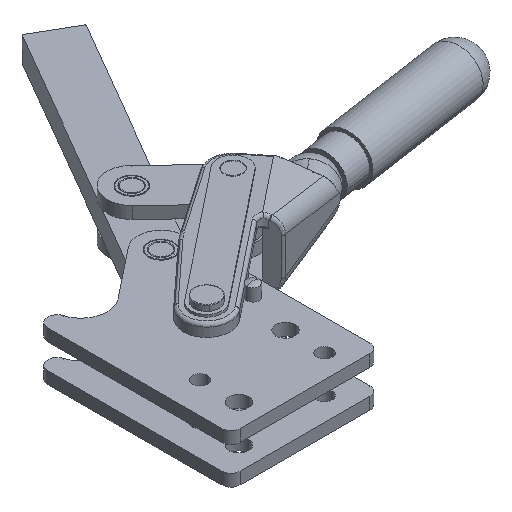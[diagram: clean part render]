
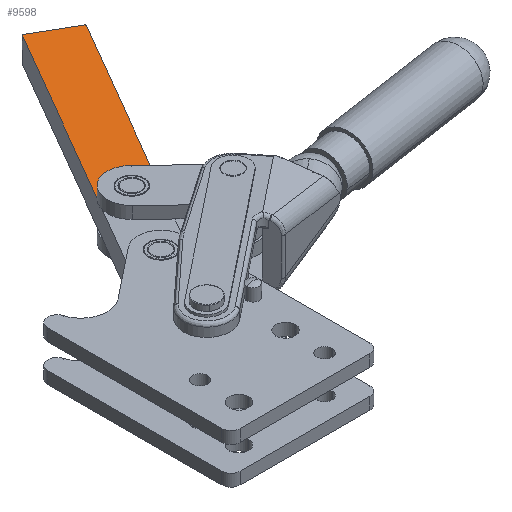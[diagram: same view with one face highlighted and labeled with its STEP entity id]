
A CAD part, isometric view. The second image highlights one B-rep face of the part: STEP entity #9598.
In plain terms, the highlighted planar face has unit normal (0, 0, 1).
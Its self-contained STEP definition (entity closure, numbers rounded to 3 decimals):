
#9314=CARTESIAN_POINT('',(109.957,156.135,13.212));
#9315=VERTEX_POINT('',#9314);
#9316=CARTESIAN_POINT('',(135.893,141.059,13.212));
#9317=VERTEX_POINT('',#9316);
#9318=CARTESIAN_POINT('',(109.957,156.135,13.212));
#9319=DIRECTION('',(0.865,-0.503,0.0));
#9320=VECTOR('',#9319,30.);
#9321=LINE('',#9318,#9320);
#9322=EDGE_CURVE('',#9315,#9317,#9321,.T.);
#9363=CARTESIAN_POINT('',(43.018,40.979,13.212));
#9364=VERTEX_POINT('',#9363);
#9371=CARTESIAN_POINT('',(43.018,40.979,13.212));
#9372=DIRECTION('',(0.503,0.865,0.));
#9373=VECTOR('',#9372,133.198);
#9374=LINE('',#9371,#9373);
#9375=EDGE_CURVE('',#9364,#9315,#9374,.T.);
#9432=CARTESIAN_POINT('',(72.834,32.577,13.212));
#9433=VERTEX_POINT('',#9432);
#9434=CARTESIAN_POINT('',(135.893,141.059,13.212));
#9435=DIRECTION('',(-0.503,-0.865,0.));
#9436=VECTOR('',#9435,125.478);
#9437=LINE('',#9434,#9436);
#9438=EDGE_CURVE('',#9317,#9433,#9437,.T.);
#9573=CARTESIAN_POINT('',(72.91,62.555,13.212));
#9574=DIRECTION('',(0.0,0.0,1.0));
#9575=DIRECTION('',(-0.503,-0.865,0.0));
#9576=AXIS2_PLACEMENT_3D('',#9573,#9574,#9575);
#9577=PLANE('',#9576);
#9578=CARTESIAN_POINT('',(64.519,40.614,13.212));
#9579=VERTEX_POINT('',#9578);
#9580=CARTESIAN_POINT('',(64.519,40.614,13.212));
#9581=DIRECTION('',(0.719,-0.695,0.));
#9582=VECTOR('',#9581,11.564);
#9583=LINE('',#9580,#9582);
#9584=EDGE_CURVE('',#9579,#9433,#9583,.T.);
#9585=ORIENTED_EDGE('',*,*,#9584,.T.);
#9586=ORIENTED_EDGE('',*,*,#9438,.F.);
#9587=ORIENTED_EDGE('',*,*,#9322,.F.);
#9588=ORIENTED_EDGE('',*,*,#9375,.F.);
#9589=CARTESIAN_POINT('',(53.573,29.289,13.212));
#9590=DIRECTION('',(0.,0.,-1.));
#9591=DIRECTION('',(0.695,0.719,0.));
#9592=AXIS2_PLACEMENT_3D('',#9589,#9590,#9591);
#9593=CIRCLE('',#9592,15.75);
#9594=EDGE_CURVE('',#9364,#9579,#9593,.T.);
#9595=ORIENTED_EDGE('',*,*,#9594,.T.);
#9596=EDGE_LOOP('',(#9585,#9586,#9587,#9588,#9595));
#9597=FACE_OUTER_BOUND('',#9596,.T.);
#9598=ADVANCED_FACE('',(#9597),#9577,.T.);
